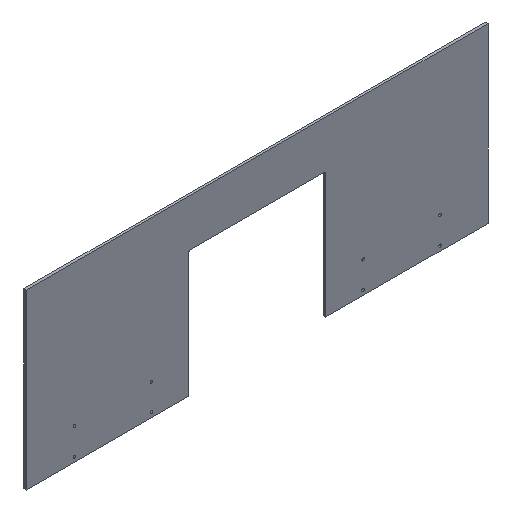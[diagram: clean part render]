
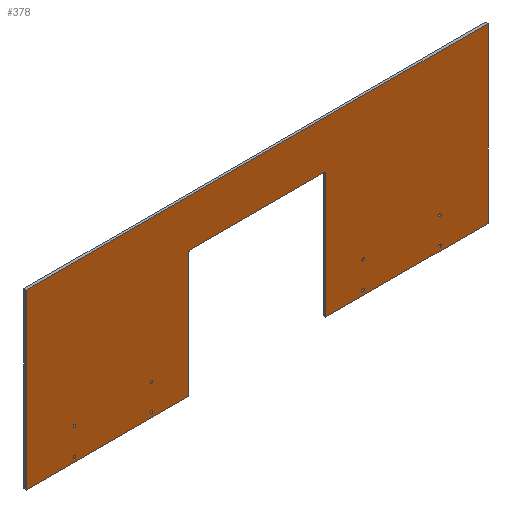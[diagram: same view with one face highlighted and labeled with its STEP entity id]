
A CAD part, isometric view. The second image highlights one B-rep face of the part: STEP entity #378.
In plain terms, the highlighted planar face has unit normal (0, -1, 0).
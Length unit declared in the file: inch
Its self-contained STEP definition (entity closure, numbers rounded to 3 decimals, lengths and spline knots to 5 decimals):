
#18=LINE('',#606,#44);
#19=LINE('',#610,#45);
#20=LINE('',#614,#46);
#21=LINE('',#617,#47);
#22=LINE('',#619,#48);
#23=LINE('',#621,#49);
#24=LINE('',#623,#50);
#25=LINE('',#624,#51);
#44=VECTOR('',#504,39.37008);
#45=VECTOR('',#507,39.37008);
#46=VECTOR('',#510,39.37008);
#47=VECTOR('',#513,39.37008);
#48=VECTOR('',#514,39.37008);
#49=VECTOR('',#515,39.37008);
#50=VECTOR('',#516,39.37008);
#51=VECTOR('',#517,39.37008);
#68=PLANE('',#434);
#85=FACE_BOUND('',#139,.T.);
#86=FACE_BOUND('',#140,.T.);
#87=FACE_BOUND('',#141,.T.);
#88=FACE_BOUND('',#142,.T.);
#89=FACE_BOUND('',#143,.T.);
#90=FACE_BOUND('',#144,.T.);
#91=FACE_BOUND('',#145,.T.);
#92=FACE_BOUND('',#146,.T.);
#110=FACE_OUTER_BOUND('',#138,.T.);
#138=EDGE_LOOP('',(#287,#288,#289,#290,#291,#292,#293,#294,#295,#296));
#139=EDGE_LOOP('',(#297));
#140=EDGE_LOOP('',(#298));
#141=EDGE_LOOP('',(#299));
#142=EDGE_LOOP('',(#300));
#143=EDGE_LOOP('',(#301));
#144=EDGE_LOOP('',(#302));
#145=EDGE_LOOP('',(#303));
#146=EDGE_LOOP('',(#304));
#166=CIRCLE('',#411,0.1325);
#168=CIRCLE('',#414,0.1325);
#170=CIRCLE('',#417,0.1325);
#172=CIRCLE('',#420,0.1325);
#174=CIRCLE('',#423,0.1325);
#176=CIRCLE('',#426,0.1325);
#178=CIRCLE('',#429,0.1325);
#180=CIRCLE('',#432,0.1325);
#181=CIRCLE('',#435,0.25);
#182=CIRCLE('',#436,0.25);
#186=VERTEX_POINT('',#561);
#188=VERTEX_POINT('',#566);
#190=VERTEX_POINT('',#571);
#192=VERTEX_POINT('',#576);
#194=VERTEX_POINT('',#581);
#196=VERTEX_POINT('',#586);
#198=VERTEX_POINT('',#591);
#200=VERTEX_POINT('',#596);
#202=VERTEX_POINT('',#600);
#204=VERTEX_POINT('',#604);
#205=VERTEX_POINT('',#608);
#206=VERTEX_POINT('',#609);
#207=VERTEX_POINT('',#611);
#208=VERTEX_POINT('',#613);
#209=VERTEX_POINT('',#615);
#210=VERTEX_POINT('',#618);
#211=VERTEX_POINT('',#620);
#212=VERTEX_POINT('',#622);
#222=EDGE_CURVE('',#186,#186,#166,.T.);
#224=EDGE_CURVE('',#188,#188,#168,.T.);
#226=EDGE_CURVE('',#190,#190,#170,.T.);
#228=EDGE_CURVE('',#192,#192,#172,.T.);
#230=EDGE_CURVE('',#194,#194,#174,.T.);
#232=EDGE_CURVE('',#196,#196,#176,.T.);
#234=EDGE_CURVE('',#198,#198,#178,.T.);
#236=EDGE_CURVE('',#200,#200,#180,.T.);
#240=EDGE_CURVE('',#202,#204,#18,.T.);
#241=EDGE_CURVE('',#205,#206,#19,.T.);
#242=EDGE_CURVE('',#206,#207,#181,.T.);
#243=EDGE_CURVE('',#207,#208,#20,.T.);
#244=EDGE_CURVE('',#208,#209,#182,.T.);
#245=EDGE_CURVE('',#209,#202,#21,.T.);
#246=EDGE_CURVE('',#210,#204,#22,.T.);
#247=EDGE_CURVE('',#211,#210,#23,.T.);
#248=EDGE_CURVE('',#211,#212,#24,.T.);
#249=EDGE_CURVE('',#212,#205,#25,.T.);
#287=ORIENTED_EDGE('',*,*,#241,.T.);
#288=ORIENTED_EDGE('',*,*,#242,.T.);
#289=ORIENTED_EDGE('',*,*,#243,.T.);
#290=ORIENTED_EDGE('',*,*,#244,.T.);
#291=ORIENTED_EDGE('',*,*,#245,.T.);
#292=ORIENTED_EDGE('',*,*,#240,.T.);
#293=ORIENTED_EDGE('',*,*,#246,.F.);
#294=ORIENTED_EDGE('',*,*,#247,.F.);
#295=ORIENTED_EDGE('',*,*,#248,.T.);
#296=ORIENTED_EDGE('',*,*,#249,.T.);
#297=ORIENTED_EDGE('',*,*,#222,.F.);
#298=ORIENTED_EDGE('',*,*,#224,.F.);
#299=ORIENTED_EDGE('',*,*,#226,.F.);
#300=ORIENTED_EDGE('',*,*,#228,.F.);
#301=ORIENTED_EDGE('',*,*,#230,.F.);
#302=ORIENTED_EDGE('',*,*,#232,.F.);
#303=ORIENTED_EDGE('',*,*,#234,.F.);
#304=ORIENTED_EDGE('',*,*,#236,.F.);
#378=ADVANCED_FACE('',(#110,#85,#86,#87,#88,#89,#90,#91,#92),#68,.T.);
#411=AXIS2_PLACEMENT_3D('',#562,#455,#456);
#414=AXIS2_PLACEMENT_3D('',#567,#461,#462);
#417=AXIS2_PLACEMENT_3D('',#572,#467,#468);
#420=AXIS2_PLACEMENT_3D('',#577,#473,#474);
#423=AXIS2_PLACEMENT_3D('',#582,#479,#480);
#426=AXIS2_PLACEMENT_3D('',#587,#485,#486);
#429=AXIS2_PLACEMENT_3D('',#592,#491,#492);
#432=AXIS2_PLACEMENT_3D('',#597,#497,#498);
#434=AXIS2_PLACEMENT_3D('',#607,#505,#506);
#435=AXIS2_PLACEMENT_3D('',#612,#508,#509);
#436=AXIS2_PLACEMENT_3D('',#616,#511,#512);
#455=DIRECTION('center_axis',(0.,-1.,0.));
#456=DIRECTION('ref_axis',(0.,0.,-1.));
#461=DIRECTION('center_axis',(0.,-1.,0.));
#462=DIRECTION('ref_axis',(0.,0.,-1.));
#467=DIRECTION('center_axis',(0.,-1.,0.));
#468=DIRECTION('ref_axis',(0.,0.,-1.));
#473=DIRECTION('center_axis',(0.,-1.,0.));
#474=DIRECTION('ref_axis',(0.,0.,-1.));
#479=DIRECTION('center_axis',(0.,-1.,0.));
#480=DIRECTION('ref_axis',(0.,0.,-1.));
#485=DIRECTION('center_axis',(0.,-1.,0.));
#486=DIRECTION('ref_axis',(0.,0.,-1.));
#491=DIRECTION('center_axis',(0.,-1.,0.));
#492=DIRECTION('ref_axis',(0.,0.,-1.));
#497=DIRECTION('center_axis',(0.,-1.,0.));
#498=DIRECTION('ref_axis',(0.,0.,-1.));
#504=DIRECTION('',(1.,0.,0.));
#505=DIRECTION('center_axis',(0.,-1.,0.));
#506=DIRECTION('ref_axis',(1.,0.,0.));
#507=DIRECTION('',(0.,0.,1.));
#508=DIRECTION('center_axis',(0.,1.,0.));
#509=DIRECTION('ref_axis',(0.,0.,-1.));
#510=DIRECTION('',(1.,0.,0.));
#511=DIRECTION('center_axis',(0.,1.,0.));
#512=DIRECTION('ref_axis',(0.,0.,-1.));
#513=DIRECTION('',(0.,0.,-1.));
#514=DIRECTION('',(0.,0.,-1.));
#515=DIRECTION('',(1.,0.,0.));
#516=DIRECTION('',(0.,0.,-1.));
#517=DIRECTION('',(1.,0.,0.));
#561=CARTESIAN_POINT('',(43.,-0.25,-13.91256));
#562=CARTESIAN_POINT('Origin',(43.,-0.25,-13.78006));
#566=CARTESIAN_POINT('',(43.,-0.25,-16.66256));
#567=CARTESIAN_POINT('Origin',(43.,-0.25,-16.53006));
#571=CARTESIAN_POINT('',(35.,-0.25,-16.66256));
#572=CARTESIAN_POINT('Origin',(35.,-0.25,-16.53006));
#576=CARTESIAN_POINT('',(35.,-0.25,-13.91256));
#577=CARTESIAN_POINT('Origin',(35.,-0.25,-13.78006));
#581=CARTESIAN_POINT('',(13.,-0.25,-13.91256));
#582=CARTESIAN_POINT('Origin',(13.,-0.25,-13.78006));
#586=CARTESIAN_POINT('',(13.,-0.25,-16.66256));
#587=CARTESIAN_POINT('Origin',(13.,-0.25,-16.53006));
#591=CARTESIAN_POINT('',(5.,-0.25,-16.66256));
#592=CARTESIAN_POINT('Origin',(5.,-0.25,-16.53006));
#596=CARTESIAN_POINT('',(5.,-0.25,-13.91256));
#597=CARTESIAN_POINT('Origin',(5.,-0.25,-13.78006));
#600=CARTESIAN_POINT('',(31.125,-0.25,-17.03006));
#604=CARTESIAN_POINT('',(48.,-0.25,-17.03006));
#606=CARTESIAN_POINT('',(24.,-0.25,-17.03006));
#607=CARTESIAN_POINT('Origin',(24.,-0.25,-8.03006));
#608=CARTESIAN_POINT('',(16.875,-0.25,-17.03006));
#609=CARTESIAN_POINT('',(16.875,-0.25,-4.15506));
#610=CARTESIAN_POINT('',(16.875,-0.25,-11.12329));
#611=CARTESIAN_POINT('',(17.125,-0.25,-3.90506));
#612=CARTESIAN_POINT('Origin',(17.125,-0.25,-4.15506));
#613=CARTESIAN_POINT('',(30.875,-0.25,-3.90506));
#614=CARTESIAN_POINT('',(18.70414,-0.25,-3.90506));
#615=CARTESIAN_POINT('',(31.125,-0.25,-4.15506));
#616=CARTESIAN_POINT('Origin',(30.875,-0.25,-4.15506));
#617=CARTESIAN_POINT('',(31.125,-0.25,-10.19197));
#618=CARTESIAN_POINT('',(48.,-0.25,0.96994));
#619=CARTESIAN_POINT('',(48.,-0.25,-8.03006));
#620=CARTESIAN_POINT('',(0.,-0.25,0.96994));
#621=CARTESIAN_POINT('',(24.,-0.25,0.96994));
#622=CARTESIAN_POINT('',(0.,-0.25,-17.03006));
#623=CARTESIAN_POINT('',(0.,-0.25,-8.03006));
#624=CARTESIAN_POINT('',(24.,-0.25,-17.03006));
